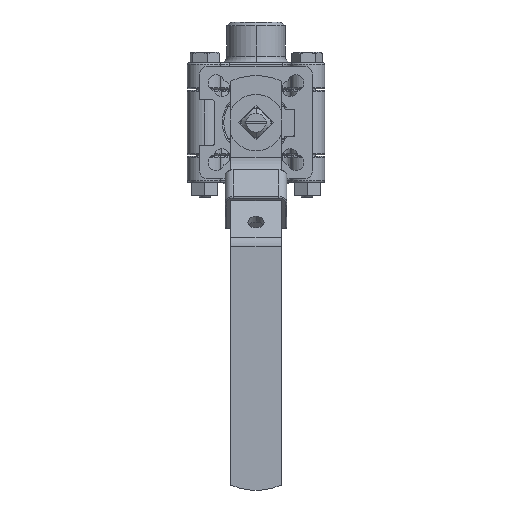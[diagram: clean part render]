
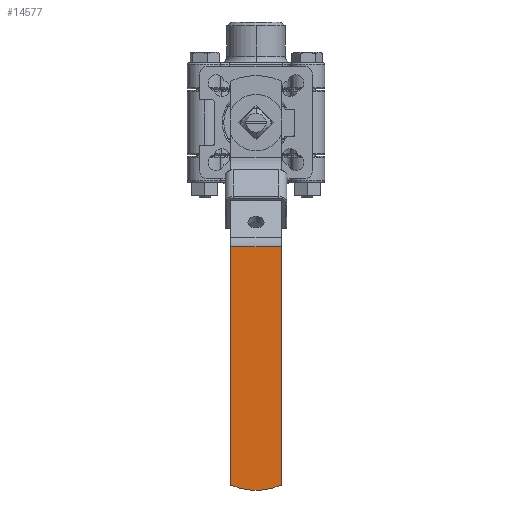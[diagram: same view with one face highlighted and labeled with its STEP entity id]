
A CAD part, left-side view. The second image highlights one B-rep face of the part: STEP entity #14577.
In plain terms, the highlighted face is planar.
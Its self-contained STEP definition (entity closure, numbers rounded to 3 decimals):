
#4017 = DIRECTION ( 'NONE',  ( -1., 0., 0. ) ) ;
#4018 = VECTOR ( 'NONE', #4017, 1000. ) ;
#4019 = CARTESIAN_POINT ( 'NONE',  ( 46.328, 29.5, 9.5 ) ) ;
#4020 = LINE ( 'NONE', #4019, #4018 ) ;
#4025 = CARTESIAN_POINT ( 'NONE',  ( 135.125, 29.5, 9.5 ) ) ;
#4026 = CARTESIAN_POINT ( 'NONE',  ( 46.328, 29.5, 9.5 ) ) ;
#4134 = CARTESIAN_POINT ( 'NONE',  ( 135.125, 29.5, -9.5 ) ) ;
#4135 = CARTESIAN_POINT ( 'NONE',  ( 46.328, 29.5, -9.5 ) ) ;
#4140 = DIRECTION ( 'NONE',  ( -1., 0., 0. ) ) ;
#4141 = VECTOR ( 'NONE', #4140, 1000. ) ;
#4142 = CARTESIAN_POINT ( 'NONE',  ( 46.328, 29.5, -9.5 ) ) ;
#4143 = LINE ( 'NONE', #4142, #4141 ) ;
#4370 = DIRECTION ( 'NONE',  ( 0., 0., -1. ) ) ;
#4371 = VECTOR ( 'NONE', #4370, 1000. ) ;
#4372 = CARTESIAN_POINT ( 'NONE',  ( 46.328, 29.5, 9.5 ) ) ;
#4373 = LINE ( 'NONE', #4372, #4371 ) ;
#4374 = DIRECTION ( 'NONE',  ( 0., 0., 1. ) ) ;
#4375 = DIRECTION ( 'NONE',  ( 0., 1., 0. ) ) ;
#4376 = CARTESIAN_POINT ( 'NONE',  ( 112., 29.5, 0. ) ) ;
#4377 = AXIS2_PLACEMENT_3D ( 'NONE', #4376, #4375, #4374 ) ;
#4378 = DIRECTION ( 'NONE',  ( 0., 0., -1. ) ) ;
#4379 = DIRECTION ( 'NONE',  ( 0., -1., 0. ) ) ;
#4380 = CARTESIAN_POINT ( 'NONE',  ( 46.328, 29.5, 9.5 ) ) ;
#4381 = AXIS2_PLACEMENT_3D ( 'NONE', #4380, #4379, #4378 ) ;
#4382 = CIRCLE ( 'NONE', #4377, 25. ) ;
#4383 = PLANE ( 'NONE',  #4381 ) ;
#4384 = FACE_OUTER_BOUND ( 'NONE', #14575, .T. ) ;
#14384 = VERTEX_POINT ( 'NONE', #4026 ) ;
#14385 = VERTEX_POINT ( 'NONE', #4025 ) ;
#14389 = EDGE_CURVE ( 'NONE', #14385, #14384, #4020, .T. ) ;
#14462 = EDGE_CURVE ( 'NONE', #14467, #14465, #4143, .T. ) ;
#14465 = VERTEX_POINT ( 'NONE', #4135 ) ;
#14467 = VERTEX_POINT ( 'NONE', #4134 ) ;
#14574 = ORIENTED_EDGE ( 'NONE', *, *, #14389, .F. ) ;
#14575 = EDGE_LOOP ( 'NONE', ( #14576, #14578, #14582, #14574 ) ) ;
#14576 = ORIENTED_EDGE ( 'NONE', *, *, #14579, .T. ) ;
#14577 = ADVANCED_FACE ( 'NONE', ( #4384 ), #4383, .F. ) ;
#14578 = ORIENTED_EDGE ( 'NONE', *, *, #14462, .T. ) ;
#14579 = EDGE_CURVE ( 'NONE', #14385, #14467, #4382, .T. ) ;
#14581 = EDGE_CURVE ( 'NONE', #14384, #14465, #4373, .T. ) ;
#14582 = ORIENTED_EDGE ( 'NONE', *, *, #14581, .F. ) ;
